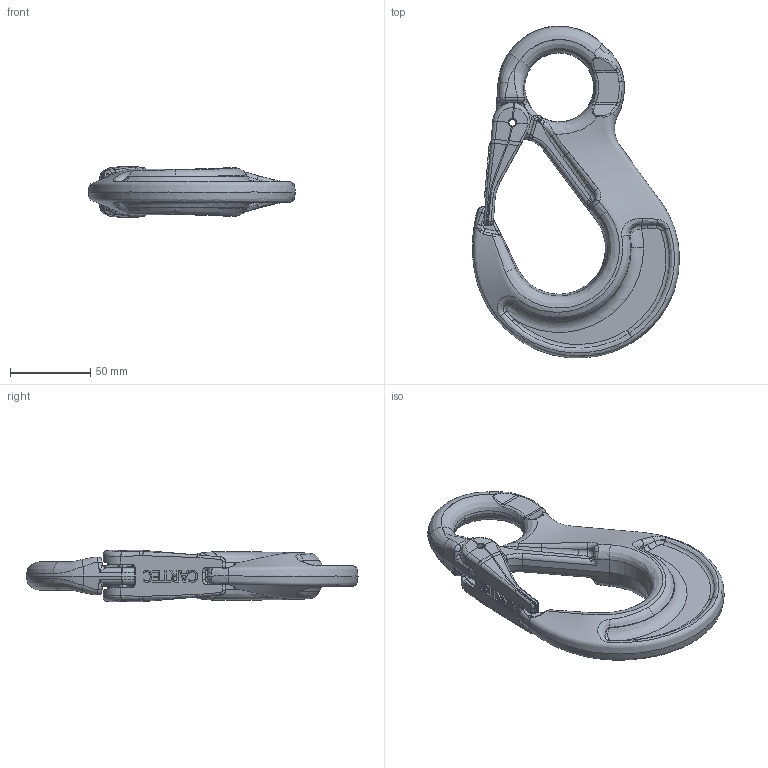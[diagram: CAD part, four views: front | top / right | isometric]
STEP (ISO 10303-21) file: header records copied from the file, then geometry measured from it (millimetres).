
FILE_DESCRIPTION(('STEP AP214'),'1');
FILE_NAME('ca_13.stp','2017-12-18T07:30:02',('TraceParts'),('TraceParts S.A.'),'Spatial InterOp 3D',' ',' ');
FILE_SCHEMA(('automotive_design'));
Length unit declared in the file: millimetre
Products named in the file (3): ca_13_1; ca_13_2; ca_13_3
Bounding box: 129.01 x 206.91 x 32 mm (x, y, z)
Volume: 203930.8 mm3; surface area: 45451.6 mm2
Topology: 3 solids, 3 shells, 794 faces, 2005 edges, 1175 vertices
Faces by surface type: bspline 434, cylinder 144, plane 138, cone 46, torus 22, sphere 10
Entity records: 103908 total; most frequent: CARTESIAN_POINT 81156, ORIENTED_EDGE 3914, DIRECTION 2788, EDGE_CURVE 1957, VERTEX_POINT 1175, AXIS2_PLACEMENT_3D 1108, EDGE_LOOP 810, STYLED_ITEM 797
